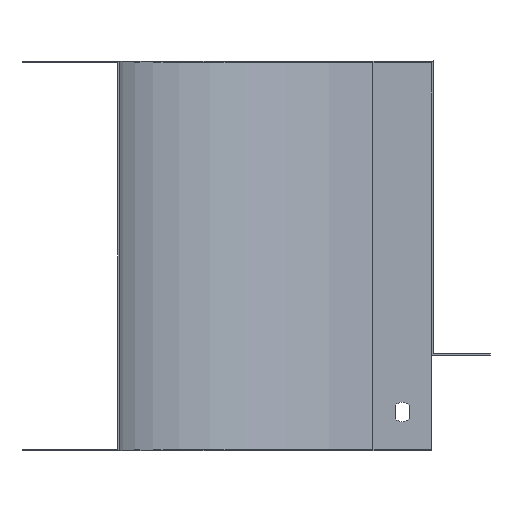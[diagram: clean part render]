
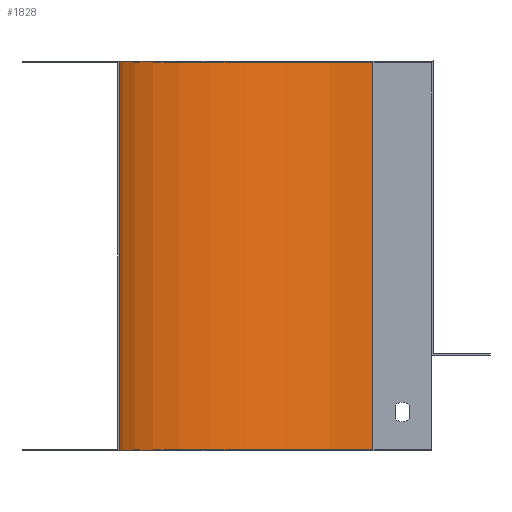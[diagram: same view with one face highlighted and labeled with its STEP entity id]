
A CAD part, left-side view. The second image highlights one B-rep face of the part: STEP entity #1828.
In plain terms, the highlighted cylindrical face has radius 130 mm (diameter 260 mm), a partial arc.
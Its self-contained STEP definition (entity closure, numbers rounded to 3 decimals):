
#157 = EDGE_CURVE ( 'NONE', #818, #822, #296, .T. ) ;
#225 = EDGE_CURVE ( 'NONE', #800, #822, #875, .T. ) ;
#296 = LINE ( 'NONE', #1342, #298 ) ;
#298 = VECTOR ( 'NONE', #1349, 1000. ) ;
#331 = LINE ( 'NONE', #1205, #332 ) ;
#332 = VECTOR ( 'NONE', #1198, 1000. ) ;
#366 = CIRCLE ( 'NONE', #594, 130. ) ;
#464 = FACE_OUTER_BOUND ( 'NONE', #1429, .T. ) ;
#468 = CYLINDRICAL_SURFACE ( 'NONE', #702, 130. ) ;
#471 = ORIENTED_EDGE ( 'NONE', *, *, #631, .T. ) ;
#594 = AXIS2_PLACEMENT_3D ( 'NONE', #1128, #1127, #1126 ) ;
#606 = AXIS2_PLACEMENT_3D ( 'NONE', #1351, #1348, #1347 ) ;
#631 = EDGE_CURVE ( 'NONE', #1472, #800, #331, .T. ) ;
#652 = EDGE_CURVE ( 'NONE', #1472, #818, #366, .T. ) ;
#702 = AXIS2_PLACEMENT_3D ( 'NONE', #1522, #1529, #1641 ) ;
#800 = VERTEX_POINT ( 'NONE', #1079 ) ;
#818 = VERTEX_POINT ( 'NONE', #1058 ) ;
#822 = VERTEX_POINT ( 'NONE', #1052 ) ;
#875 = CIRCLE ( 'NONE', #606, 130. ) ;
#996 = CARTESIAN_POINT ( 'NONE',  ( -130., 160., 1. ) ) ;
#1052 = CARTESIAN_POINT ( 'NONE',  ( 0., 30., -199. ) ) ;
#1058 = CARTESIAN_POINT ( 'NONE',  ( 0., 30., 1. ) ) ;
#1079 = CARTESIAN_POINT ( 'NONE',  ( -130., 160., -199. ) ) ;
#1126 = DIRECTION ( 'NONE',  ( -1., 0., 0. ) ) ;
#1127 = DIRECTION ( 'NONE',  ( 0., 0., -1. ) ) ;
#1128 = CARTESIAN_POINT ( 'NONE',  ( -130., 30., 1. ) ) ;
#1198 = DIRECTION ( 'NONE',  ( 0., 0., -1. ) ) ;
#1205 = CARTESIAN_POINT ( 'NONE',  ( -130., 160., 1. ) ) ;
#1342 = CARTESIAN_POINT ( 'NONE',  ( 0., 30., 1. ) ) ;
#1347 = DIRECTION ( 'NONE',  ( -1., 0., 0. ) ) ;
#1348 = DIRECTION ( 'NONE',  ( 0., 0., -1. ) ) ;
#1349 = DIRECTION ( 'NONE',  ( 0., 0., -1. ) ) ;
#1351 = CARTESIAN_POINT ( 'NONE',  ( -130., 30., -199. ) ) ;
#1429 = EDGE_LOOP ( 'NONE', ( #471, #1913, #1912, #1911 ) ) ;
#1472 = VERTEX_POINT ( 'NONE', #996 ) ;
#1522 = CARTESIAN_POINT ( 'NONE',  ( -130., 30., 1. ) ) ;
#1529 = DIRECTION ( 'NONE',  ( 0., 0., -1. ) ) ;
#1641 = DIRECTION ( 'NONE',  ( -1., 0., 0. ) ) ;
#1828 = ADVANCED_FACE ( 'NONE', ( #464 ), #468, .F. ) ;
#1911 = ORIENTED_EDGE ( 'NONE', *, *, #652, .F. ) ;
#1912 = ORIENTED_EDGE ( 'NONE', *, *, #157, .F. ) ;
#1913 = ORIENTED_EDGE ( 'NONE', *, *, #225, .T. ) ;
